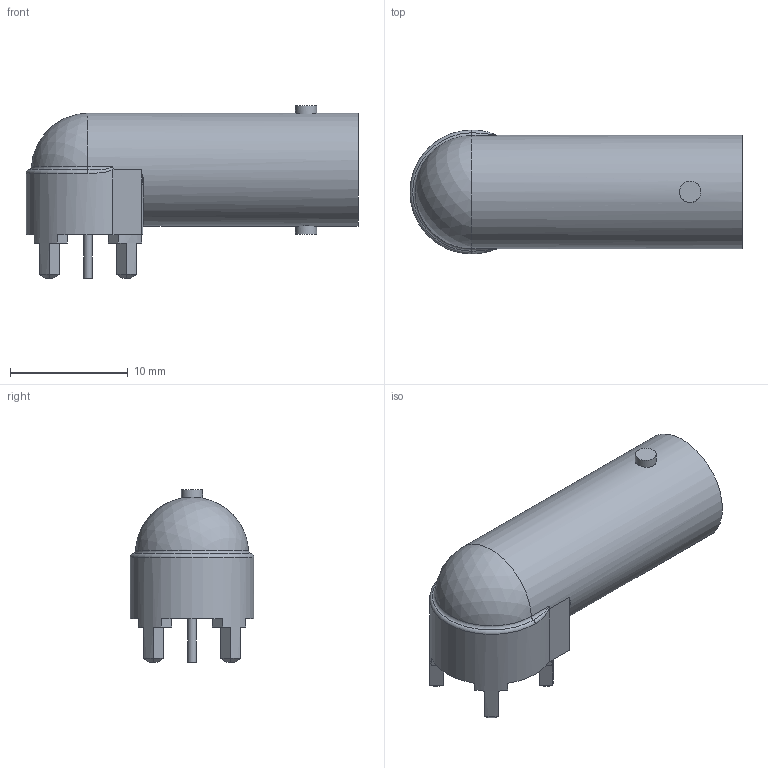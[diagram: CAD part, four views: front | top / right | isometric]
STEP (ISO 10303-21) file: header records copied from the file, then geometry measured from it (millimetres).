
FILE_DESCRIPTION(/* description */ (''),/* implementation_level */ '2;1');
FILE_NAME(/* name */ 'F102-243.stp',/* time_stamp */ '2022-06-01T12:47:04+03:00',/* author */ ('Mikhail_Sadilov'),/* organization */ (''),/* preprocessor_version */ 'ST-DEVELOPER v18.1',/* originating_system */ 'Autodesk Inventor 2022',/* authorisation */ '');
FILE_SCHEMA (('AUTOMOTIVE_DESIGN { 1 0 10303 214 3 1 1 }'));
Length unit declared in the file: millimetre
Products named in the file (1): F102-243
Bounding box: 28.15 x 10.5 x 14.65 mm (x, y, z)
Volume: 1724.3 mm3; surface area: 1811.9 mm2
Topology: 5 solids, 5 shells, 118 faces, 276 edges, 174 vertices
Faces by surface type: plane 67, cylinder 27, cone 13, torus 6, bspline 4, sphere 1
Full cylindrical faces by diameter (mm): 0.7 x1, 1.5 x3, 1.8 x2, 4 x1, 6.4 x2, 7.6 x1, 8.4 x1, 9.6 x1
Entity records: 3640 total; most frequent: CARTESIAN_POINT 885, DIRECTION 568, ORIENTED_EDGE 548, EDGE_CURVE 274, AXIS2_PLACEMENT_3D 219, VERTEX_POINT 174, LINE 130, VECTOR 130
